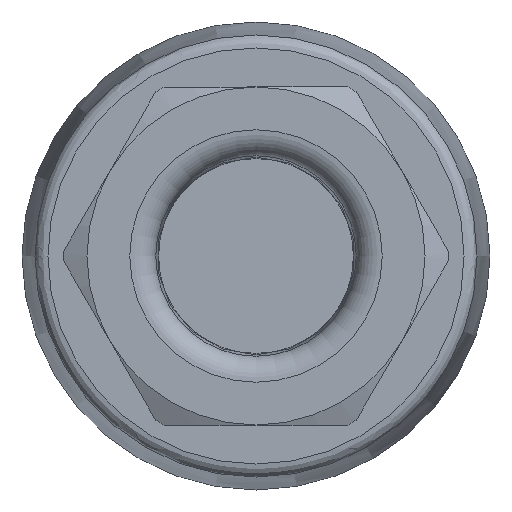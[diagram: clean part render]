
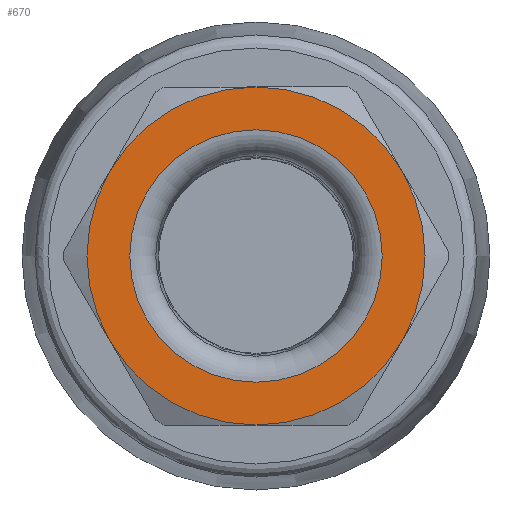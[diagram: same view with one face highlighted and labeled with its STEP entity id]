
A CAD part, front view. The second image highlights one B-rep face of the part: STEP entity #670.
In plain terms, the highlighted planar face has unit normal (0, -1, 0).
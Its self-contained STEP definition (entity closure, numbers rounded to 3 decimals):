
#670=ADVANCED_FACE('',(#854,#855),#783,.F.);
#783=PLANE('',#2091);
#854=FACE_BOUND('',#992,.T.);
#855=FACE_BOUND('',#993,.T.);
#992=EDGE_LOOP('',(#1215));
#993=EDGE_LOOP('',(#1216,#1217,#1218,#1219,#1220,#1221));
#1215=ORIENTED_EDGE('',*,*,#1737,.T.);
#1216=ORIENTED_EDGE('',*,*,#1738,.F.);
#1217=ORIENTED_EDGE('',*,*,#1739,.F.);
#1218=ORIENTED_EDGE('',*,*,#1740,.F.);
#1219=ORIENTED_EDGE('',*,*,#1741,.F.);
#1220=ORIENTED_EDGE('',*,*,#1742,.F.);
#1221=ORIENTED_EDGE('',*,*,#1743,.F.);
#1582=VERTEX_POINT('',#2958);
#1583=VERTEX_POINT('',#2960);
#1584=VERTEX_POINT('',#2961);
#1585=VERTEX_POINT('',#2963);
#1586=VERTEX_POINT('',#2965);
#1587=VERTEX_POINT('',#2967);
#1588=VERTEX_POINT('',#2969);
#1737=EDGE_CURVE('',#1582,#1582,#1927,.T.);
#1738=EDGE_CURVE('',#1583,#1584,#1928,.T.);
#1739=EDGE_CURVE('',#1585,#1583,#1929,.T.);
#1740=EDGE_CURVE('',#1586,#1585,#1930,.T.);
#1741=EDGE_CURVE('',#1587,#1586,#1931,.T.);
#1742=EDGE_CURVE('',#1588,#1587,#1932,.T.);
#1743=EDGE_CURVE('',#1584,#1588,#1933,.T.);
#1927=CIRCLE('',#2084,4.854);
#1928=CIRCLE('',#2085,6.5);
#1929=CIRCLE('',#2086,6.5);
#1930=CIRCLE('',#2087,6.5);
#1931=CIRCLE('',#2088,6.5);
#1932=CIRCLE('',#2089,6.5);
#1933=CIRCLE('',#2090,6.5);
#2084=AXIS2_PLACEMENT_3D('',#2957,#2383,#2384);
#2085=AXIS2_PLACEMENT_3D('',#2959,#2385,#2386);
#2086=AXIS2_PLACEMENT_3D('',#2962,#2387,#2388);
#2087=AXIS2_PLACEMENT_3D('',#2964,#2389,#2390);
#2088=AXIS2_PLACEMENT_3D('',#2966,#2391,#2392);
#2089=AXIS2_PLACEMENT_3D('',#2968,#2393,#2394);
#2090=AXIS2_PLACEMENT_3D('',#2970,#2395,#2396);
#2091=AXIS2_PLACEMENT_3D('',#2971,#2397,#2398);
#2383=DIRECTION('',(0.,1.,0.));
#2384=DIRECTION('',(1.,0.,0.));
#2385=DIRECTION('',(0.,1.,0.));
#2386=DIRECTION('',(0.,0.,1.));
#2387=DIRECTION('',(0.,1.,0.));
#2388=DIRECTION('',(0.,0.,1.));
#2389=DIRECTION('',(0.,1.,0.));
#2390=DIRECTION('',(0.,0.,1.));
#2391=DIRECTION('',(0.,1.,0.));
#2392=DIRECTION('',(0.,0.,1.));
#2393=DIRECTION('',(0.,1.,0.));
#2394=DIRECTION('',(0.,0.,1.));
#2395=DIRECTION('',(0.,1.,0.));
#2396=DIRECTION('',(0.,0.,1.));
#2397=DIRECTION('',(0.,1.,0.));
#2398=DIRECTION('',(1.,0.,0.));
#2957=CARTESIAN_POINT('',(21.985,-73.565,0.));
#2958=CARTESIAN_POINT('',(26.839,-73.565,0.));
#2959=CARTESIAN_POINT('',(21.985,-73.565,0.));
#2960=CARTESIAN_POINT('',(27.613,-73.565,3.251));
#2961=CARTESIAN_POINT('',(27.614,-73.565,-3.25));
#2962=CARTESIAN_POINT('',(21.985,-73.565,0.));
#2963=CARTESIAN_POINT('',(21.984,-73.565,6.5));
#2964=CARTESIAN_POINT('',(21.985,-73.565,0.));
#2965=CARTESIAN_POINT('',(16.355,-73.565,3.25));
#2966=CARTESIAN_POINT('',(21.985,-73.565,0.));
#2967=CARTESIAN_POINT('',(16.355,-73.565,-3.25));
#2968=CARTESIAN_POINT('',(21.985,-73.565,0.));
#2969=CARTESIAN_POINT('',(21.985,-73.565,-6.5));
#2970=CARTESIAN_POINT('',(21.985,-73.565,0.));
#2971=CARTESIAN_POINT('',(10.726,-73.565,6.499));
